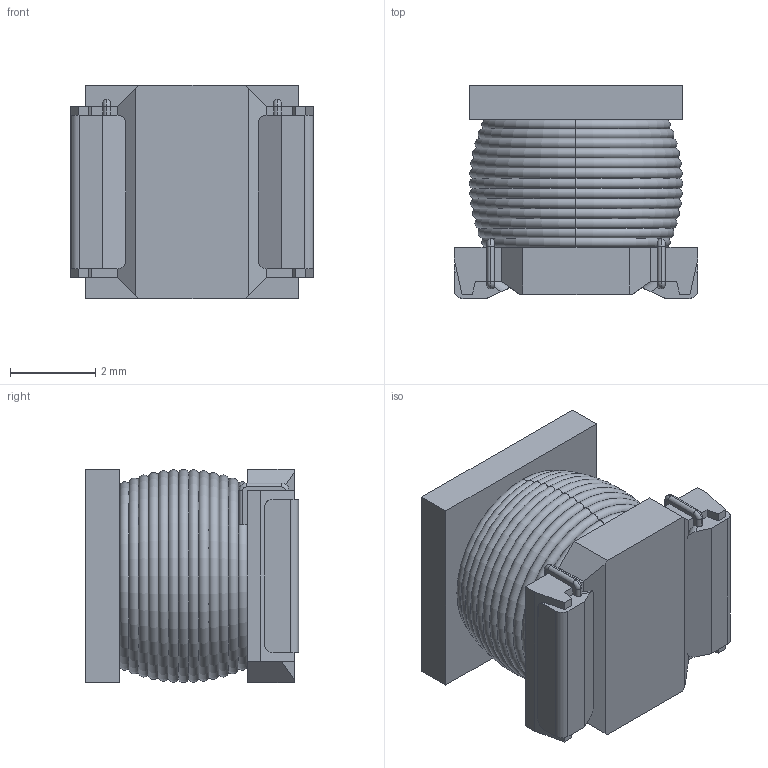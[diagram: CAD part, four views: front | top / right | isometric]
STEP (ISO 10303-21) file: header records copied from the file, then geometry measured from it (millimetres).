
FILE_DESCRIPTION (( 'STEP AP214' ), '1' );
FILE_NAME ('LQH55DN331M03L.STEP', '2020-01-29T03:13:54', ( '' ), ( '' ), 'SwSTEP 2.0', 'SolidWorks 2017', '' );
FILE_SCHEMA (( 'AUTOMOTIVE_DESIGN' ));
Length unit declared in the file: millimetre
Products named in the file (1): LQH55DN331M03L
Bounding box: 5.7 x 5 x 5 mm (x, y, z)
Volume: 101.3 mm3; surface area: 262.1 mm2
Topology: 7 solids, 7 shells, 124 faces, 294 edges, 184 vertices
Faces by surface type: plane 68, torus 34, cylinder 22
Entity records: 3636 total; most frequent: CARTESIAN_POINT 639, DIRECTION 630, ORIENTED_EDGE 588, EDGE_CURVE 294, AXIS2_PLACEMENT_3D 223, VECTOR 184, LINE 184, VERTEX_POINT 184
